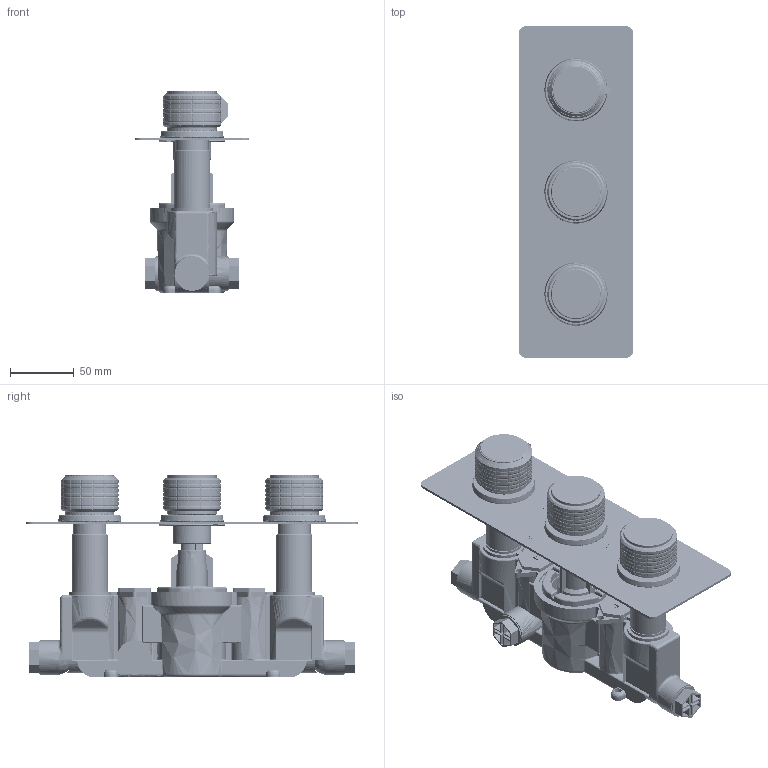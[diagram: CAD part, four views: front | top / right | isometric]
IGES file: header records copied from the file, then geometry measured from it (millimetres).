
Global section: file name: T2005-TCOR; native system: Autodesk Inventor 2020; preprocessor: unknown; author: adaniels; date: 20221207.092146; units: millimetre
Bounding box: 90 x 260 x 158.85 mm (x, y, z)
Volume: 648275.3 mm3; surface area: 349724.9 mm2
Topology: 76 solids, 81 shells, 6694 faces, 18382 edges, 12021 vertices
Faces by surface type: bspline 6694
